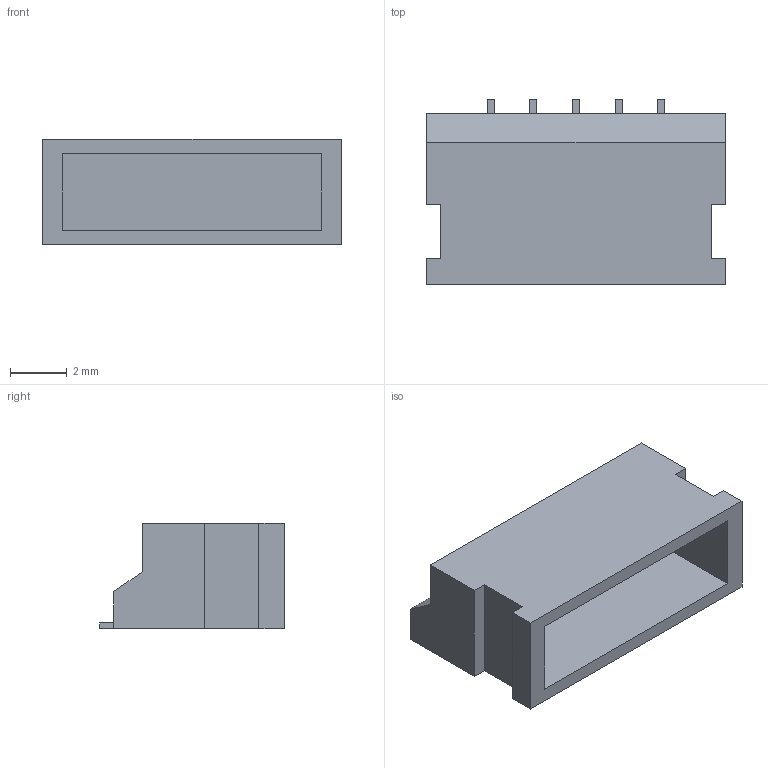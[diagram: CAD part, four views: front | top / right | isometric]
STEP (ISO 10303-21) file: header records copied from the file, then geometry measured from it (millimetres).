
FILE_DESCRIPTION(('FreeCAD Model'),'2;1');
FILE_NAME('Open CASCADE Shape Model','2025-02-21T00:29:07',(''),(''), 'Open CASCADE STEP processor 7.7','FreeCAD','Unknown');
FILE_SCHEMA(('AUTOMOTIVE_DESIGN { 1 0 10303 214 1 1 1 1 }'));
Length unit declared in the file: millimetre
Products named in the file (1): Body
Bounding box: 10.5 x 6.5 x 3.7 mm (x, y, z)
Volume: 106.4 mm3; surface area: 339.2 mm2
Topology: 1 solids, 1 shells, 46 faces, 119 edges, 76 vertices
Faces by surface type: plane 46
Entity records: 1385 total; most frequent: CARTESIAN_POINT 242, ORIENTED_EDGE 238, DIRECTION 213, EDGE_CURVE 119, LINE 119, VECTOR 119, VERTEX_POINT 76, AXIS2_PLACEMENT_3D 47
